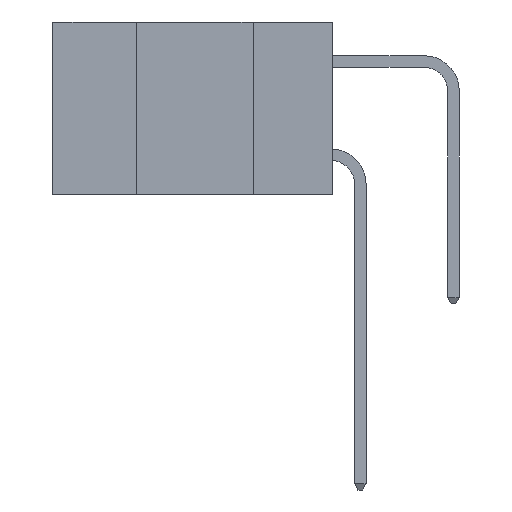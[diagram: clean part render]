
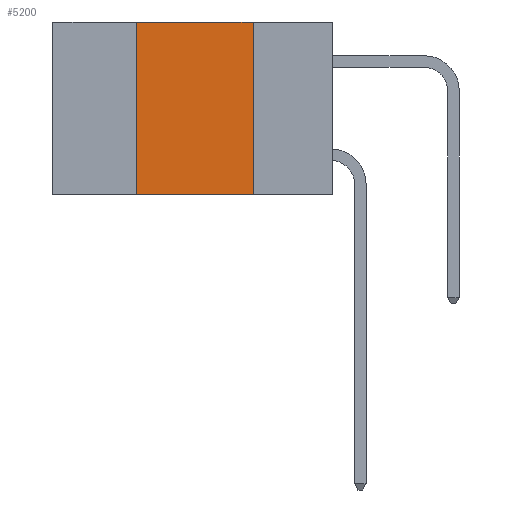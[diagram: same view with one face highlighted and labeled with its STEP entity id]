
A CAD part, left-side view. The second image highlights one B-rep face of the part: STEP entity #5200.
In plain terms, the highlighted planar face has unit normal (-1, 0, 0).
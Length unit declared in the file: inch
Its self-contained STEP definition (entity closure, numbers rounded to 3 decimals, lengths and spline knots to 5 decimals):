
#5 = CARTESIAN_POINT ( 'NONE',  ( 0., 0.17, 0. ) ) ;
#42 = VERTEX_POINT ( 'NONE', #4862 ) ;
#398 = CARTESIAN_POINT ( 'NONE',  ( 0., 0.42, -0.37 ) ) ;
#1286 = VERTEX_POINT ( 'NONE', #5 ) ;
#1611 = LINE ( 'NONE', #7419, #1973 ) ;
#1836 = FACE_OUTER_BOUND ( 'NONE', #5358, .T. ) ;
#1973 = VECTOR ( 'NONE', #4252, 39.37008 ) ;
#1983 = VECTOR ( 'NONE', #2340, 39.37008 ) ;
#2291 = VECTOR ( 'NONE', #4949, 39.37008 ) ;
#2340 = DIRECTION ( 'NONE',  ( 0., -1., 0. ) ) ;
#3008 = LINE ( 'NONE', #11669, #2291 ) ;
#3299 = AXIS2_PLACEMENT_3D ( 'NONE', #11024, #6288, #12858 ) ;
#4252 = DIRECTION ( 'NONE',  ( 0., 0., -1. ) ) ;
#4589 = CARTESIAN_POINT ( 'NONE',  ( 0., 0.17, -0.37 ) ) ;
#4862 = CARTESIAN_POINT ( 'NONE',  ( 0., 0.42, 0. ) ) ;
#4949 = DIRECTION ( 'NONE',  ( 0., -1., 0. ) ) ;
#5200 = ADVANCED_FACE ( 'NONE', ( #1836 ), #11931, .F. ) ;
#5358 = EDGE_LOOP ( 'NONE', ( #5612, #5626, #5689, #5704 ) ) ;
#5612 = ORIENTED_EDGE ( 'NONE', *, *, #9901, .F. ) ;
#5626 = ORIENTED_EDGE ( 'NONE', *, *, #9283, .F. ) ;
#5689 = ORIENTED_EDGE ( 'NONE', *, *, #8661, .F. ) ;
#5704 = ORIENTED_EDGE ( 'NONE', *, *, #7398, .T. ) ;
#6010 = VERTEX_POINT ( 'NONE', #12033 ) ;
#6288 = DIRECTION ( 'NONE',  ( 1., 0., 0. ) ) ;
#6930 = DIRECTION ( 'NONE',  ( 0., 0., 1. ) ) ;
#7282 = VECTOR ( 'NONE', #6930, 39.37008 ) ;
#7398 = EDGE_CURVE ( 'NONE', #6010, #10200, #3008, .T. ) ;
#7419 = CARTESIAN_POINT ( 'NONE',  ( 0., 0.17, -0.37 ) ) ;
#8661 = EDGE_CURVE ( 'NONE', #6010, #42, #9751, .T. ) ;
#9283 = EDGE_CURVE ( 'NONE', #42, #1286, #12885, .T. ) ;
#9751 = LINE ( 'NONE', #398, #7282 ) ;
#9901 = EDGE_CURVE ( 'NONE', #1286, #10200, #1611, .T. ) ;
#10200 = VERTEX_POINT ( 'NONE', #4589 ) ;
#11024 = CARTESIAN_POINT ( 'NONE',  ( 0., 0.6, 0. ) ) ;
#11669 = CARTESIAN_POINT ( 'NONE',  ( 0., 0.6, -0.37 ) ) ;
#11931 = PLANE ( 'NONE',  #3299 ) ;
#12033 = CARTESIAN_POINT ( 'NONE',  ( 0., 0.42, -0.37 ) ) ;
#12271 = CARTESIAN_POINT ( 'NONE',  ( 0., 0.6, 0. ) ) ;
#12858 = DIRECTION ( 'NONE',  ( 0., 0., -1. ) ) ;
#12885 = LINE ( 'NONE', #12271, #1983 ) ;
